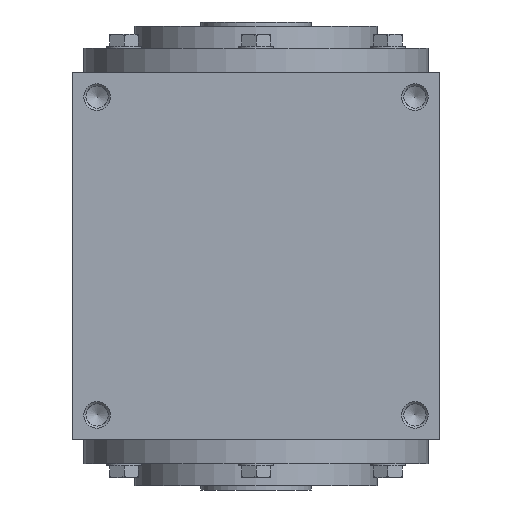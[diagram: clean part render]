
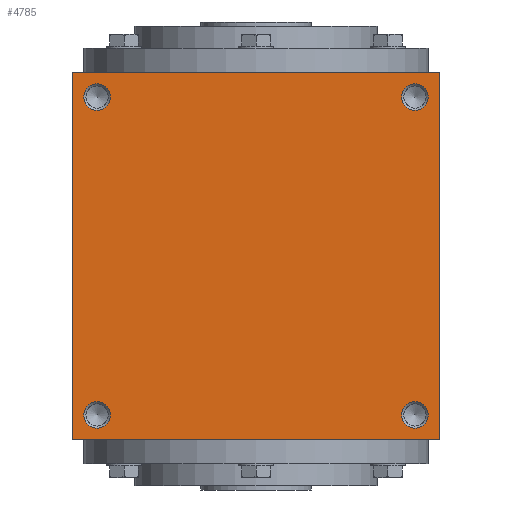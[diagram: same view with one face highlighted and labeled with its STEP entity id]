
A CAD part, left-side view. The second image highlights one B-rep face of the part: STEP entity #4785.
In plain terms, the highlighted face is planar.
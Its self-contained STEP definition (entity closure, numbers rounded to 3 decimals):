
#458=LINE('',#9890,#806);
#462=LINE('',#9907,#810);
#465=LINE('',#9923,#813);
#468=LINE('',#9937,#816);
#806=VECTOR('',#8239,1000.);
#810=VECTOR('',#8253,1000.);
#813=VECTOR('',#8268,1000.);
#816=VECTOR('',#8281,1000.);
#1611=ORIENTED_EDGE('',*,*,#2761,.F.);
#1612=ORIENTED_EDGE('',*,*,#2762,.T.);
#1613=ORIENTED_EDGE('',*,*,#2763,.F.);
#1614=ORIENTED_EDGE('',*,*,#2764,.T.);
#1615=ORIENTED_EDGE('',*,*,#2728,.F.);
#1616=ORIENTED_EDGE('',*,*,#2751,.F.);
#1617=ORIENTED_EDGE('',*,*,#2744,.F.);
#1618=ORIENTED_EDGE('',*,*,#2736,.F.);
#2728=EDGE_CURVE('',#3288,#3289,#458,.T.);
#2736=EDGE_CURVE('',#3289,#3296,#462,.T.);
#2744=EDGE_CURVE('',#3296,#3303,#465,.T.);
#2751=EDGE_CURVE('',#3303,#3288,#468,.T.);
#2761=EDGE_CURVE('',#3317,#3317,#3591,.T.);
#2762=EDGE_CURVE('',#3318,#3318,#3592,.T.);
#2763=EDGE_CURVE('',#3319,#3319,#3593,.T.);
#2764=EDGE_CURVE('',#3320,#3320,#3594,.T.);
#3288=VERTEX_POINT('',#9891);
#3289=VERTEX_POINT('',#9892);
#3296=VERTEX_POINT('',#9908);
#3303=VERTEX_POINT('',#9924);
#3317=VERTEX_POINT('',#9958);
#3318=VERTEX_POINT('',#9960);
#3319=VERTEX_POINT('',#9962);
#3320=VERTEX_POINT('',#9964);
#3591=CIRCLE('',#7200,6.);
#3592=CIRCLE('',#7201,6.);
#3593=CIRCLE('',#7202,6.);
#3594=CIRCLE('',#7203,6.);
#3798=EDGE_LOOP('',(#1611));
#3799=EDGE_LOOP('',(#1612));
#3800=EDGE_LOOP('',(#1613));
#3801=EDGE_LOOP('',(#1614));
#3802=EDGE_LOOP('',(#1615,#1616,#1617,#1618));
#4232=FACE_BOUND('',#3798,.T.);
#4233=FACE_BOUND('',#3799,.T.);
#4234=FACE_BOUND('',#3800,.T.);
#4235=FACE_BOUND('',#3801,.T.);
#4236=FACE_BOUND('',#3802,.T.);
#4592=PLANE('',#7199);
#4785=ADVANCED_FACE('',(#4232,#4233,#4234,#4235,#4236),#4592,.F.);
#7199=AXIS2_PLACEMENT_3D('',#9956,#8297,#8298);
#7200=AXIS2_PLACEMENT_3D('',#9957,#8299,#8300);
#7201=AXIS2_PLACEMENT_3D('',#9959,#8301,#8302);
#7202=AXIS2_PLACEMENT_3D('',#9961,#8303,#8304);
#7203=AXIS2_PLACEMENT_3D('',#9963,#8305,#8306);
#8239=DIRECTION('',(0.,-1.,0.));
#8253=DIRECTION('',(1.,0.,0.));
#8268=DIRECTION('',(0.,1.,0.));
#8281=DIRECTION('',(-1.,0.,0.));
#8297=DIRECTION('',(0.,0.,1.));
#8298=DIRECTION('',(1.,0.,0.));
#8299=DIRECTION('',(0.,0.,-1.));
#8300=DIRECTION('',(-1.,0.,0.));
#8301=DIRECTION('',(0.,0.,1.));
#8302=DIRECTION('',(1.,0.,0.));
#8303=DIRECTION('',(0.,0.,-1.));
#8304=DIRECTION('',(-1.,0.,0.));
#8305=DIRECTION('',(0.,0.,1.));
#8306=DIRECTION('',(1.,0.,0.));
#9890=CARTESIAN_POINT('',(-83.,83.,-83.));
#9891=CARTESIAN_POINT('',(-83.,83.,-83.));
#9892=CARTESIAN_POINT('',(-83.,-83.,-83.));
#9907=CARTESIAN_POINT('',(-83.,-83.,-83.));
#9908=CARTESIAN_POINT('',(83.,-83.,-83.));
#9923=CARTESIAN_POINT('',(83.,-83.,-83.));
#9924=CARTESIAN_POINT('',(83.,83.,-83.));
#9937=CARTESIAN_POINT('',(83.,83.,-83.));
#9956=CARTESIAN_POINT('',(0.,0.,-83.));
#9957=CARTESIAN_POINT('',(-72.,72.,-83.));
#9958=CARTESIAN_POINT('',(-78.,72.,-83.));
#9959=CARTESIAN_POINT('',(72.,72.,-83.));
#9960=CARTESIAN_POINT('',(78.,72.,-83.));
#9961=CARTESIAN_POINT('',(-72.,-72.,-83.));
#9962=CARTESIAN_POINT('',(-78.,-72.,-83.));
#9963=CARTESIAN_POINT('',(72.,-72.,-83.));
#9964=CARTESIAN_POINT('',(78.,-72.,-83.));
